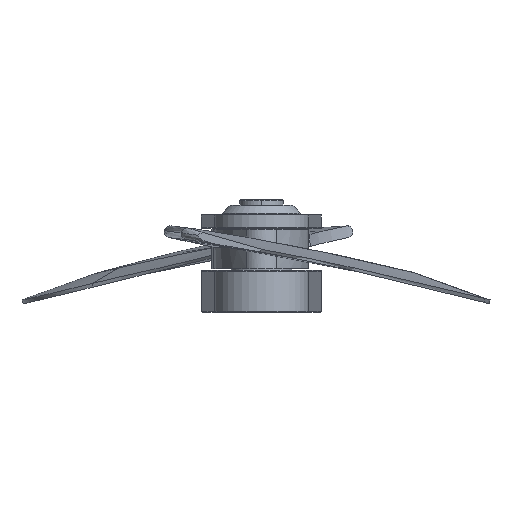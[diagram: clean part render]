
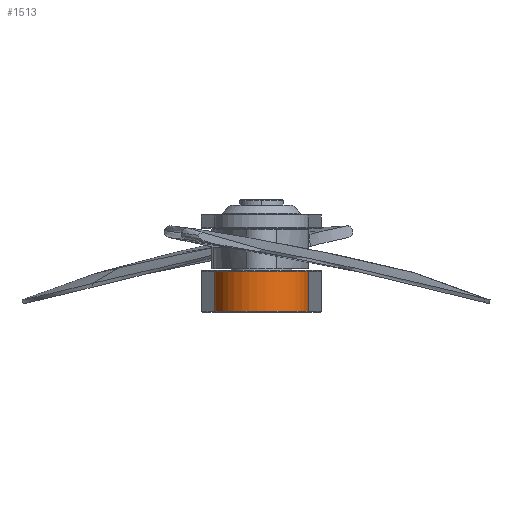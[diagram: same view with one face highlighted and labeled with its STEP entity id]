
A CAD part, left-side view. The second image highlights one B-rep face of the part: STEP entity #1513.
In plain terms, the highlighted cylindrical face has radius 6 mm (diameter 12 mm), a partial arc.
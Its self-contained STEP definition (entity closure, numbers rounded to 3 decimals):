
#378=FACE_OUTER_BOUND('',#2283,.T.);
#654=LINE('',#12481,#914);
#657=LINE('',#12487,#917);
#914=VECTOR('',#7708,1.);
#917=VECTOR('',#7713,1.);
#1513=ADVANCED_FACE('',(#378),#1703,.T.);
#1703=CYLINDRICAL_SURFACE('',#6167,6.);
#2283=EDGE_LOOP('',(#3611,#3612,#3613,#3614));
#3611=ORIENTED_EDGE('',*,*,#5037,.F.);
#3612=ORIENTED_EDGE('',*,*,#5038,.T.);
#3613=ORIENTED_EDGE('',*,*,#5034,.T.);
#3614=ORIENTED_EDGE('',*,*,#5039,.T.);
#4331=VERTEX_POINT('',#12482);
#4332=VERTEX_POINT('',#12483);
#4333=VERTEX_POINT('',#12488);
#4334=VERTEX_POINT('',#12489);
#5034=EDGE_CURVE('',#4331,#4332,#654,.T.);
#5037=EDGE_CURVE('',#4333,#4334,#657,.T.);
#5038=EDGE_CURVE('',#4333,#4331,#5497,.T.);
#5039=EDGE_CURVE('',#4332,#4334,#5498,.T.);
#5497=CIRCLE('',#6165,6.);
#5498=CIRCLE('',#6166,6.);
#6165=AXIS2_PLACEMENT_3D('',#12490,#7714,#7715);
#6166=AXIS2_PLACEMENT_3D('',#12491,#7716,#7717);
#6167=AXIS2_PLACEMENT_3D('',#12492,#7718,#7719);
#7708=DIRECTION('',(0.,0.,-1.));
#7713=DIRECTION('',(0.,0.,-1.));
#7714=DIRECTION('',(0.,0.,-1.));
#7715=DIRECTION('',(1.,0.,0.));
#7716=DIRECTION('',(0.,0.,1.));
#7717=DIRECTION('',(1.,0.,0.));
#7718=DIRECTION('',(0.,0.,-1.));
#7719=DIRECTION('',(-1.,0.,0.));
#12481=CARTESIAN_POINT('',(-19.516,5.978,5.3));
#12482=CARTESIAN_POINT('',(-19.516,5.978,5.2));
#12483=CARTESIAN_POINT('',(-19.516,5.978,0.1));
#12487=CARTESIAN_POINT('',(-19.516,-5.978,5.3));
#12488=CARTESIAN_POINT('',(-19.516,-5.978,5.2));
#12489=CARTESIAN_POINT('',(-19.516,-5.978,0.1));
#12490=CARTESIAN_POINT('',(-19.,0.,5.2));
#12491=CARTESIAN_POINT('',(-19.,0.,0.1));
#12492=CARTESIAN_POINT('',(-19.,0.,5.3));
